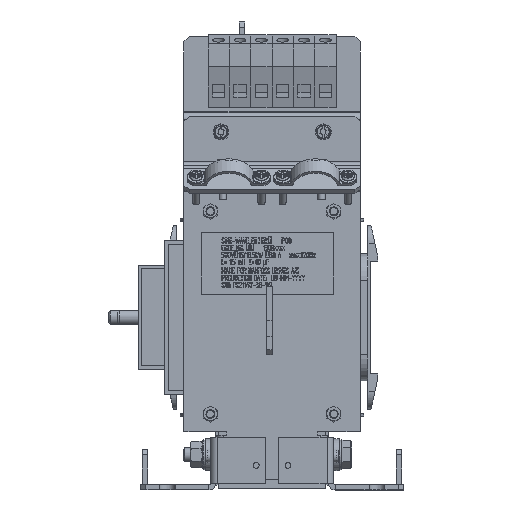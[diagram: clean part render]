
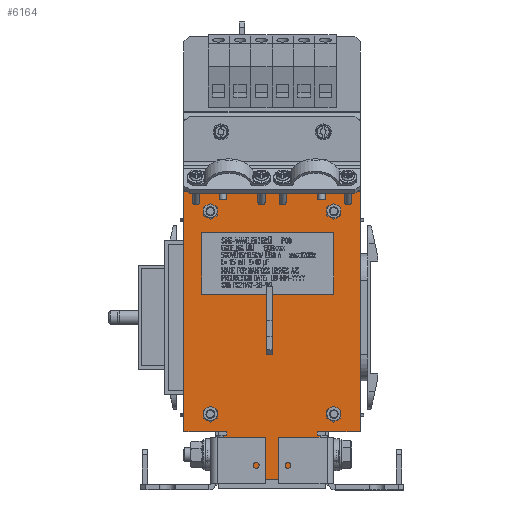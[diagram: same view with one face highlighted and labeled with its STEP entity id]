
A CAD part, left-side view. The second image highlights one B-rep face of the part: STEP entity #6164.
In plain terms, the highlighted face is planar.
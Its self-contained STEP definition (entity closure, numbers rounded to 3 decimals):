
#6164 = ADVANCED_FACE( '', ( #11729, #11730, #11731, #11732, #11733 ), #11734, .T. );
#11729 = FACE_OUTER_BOUND( '', #17715, .T. );
#11730 = FACE_BOUND( '', #17716, .T. );
#11731 = FACE_BOUND( '', #17717, .T. );
#11732 = FACE_BOUND( '', #17718, .T. );
#11733 = FACE_BOUND( '', #17719, .T. );
#11734 = PLANE( '', #17720 );
#17715 = EDGE_LOOP( '', ( #39411, #39412, #39413, #39414, #39415, #39416, #39417, #39418, #39419, #39420, #39421, #39422 ) );
#17716 = EDGE_LOOP( '', ( #39423 ) );
#17717 = EDGE_LOOP( '', ( #39424 ) );
#17718 = EDGE_LOOP( '', ( #39425 ) );
#17719 = EDGE_LOOP( '', ( #39426 ) );
#17720 = AXIS2_PLACEMENT_3D( '', #39427, #39428, #39429 );
#39411 = ORIENTED_EDGE( '', *, *, #46343, .F. );
#39412 = ORIENTED_EDGE( '', *, *, #46205, .T. );
#39413 = ORIENTED_EDGE( '', *, *, #46338, .F. );
#39414 = ORIENTED_EDGE( '', *, *, #46336, .F. );
#39415 = ORIENTED_EDGE( '', *, *, #46334, .F. );
#39416 = ORIENTED_EDGE( '', *, *, #46315, .T. );
#39417 = ORIENTED_EDGE( '', *, *, #46263, .T. );
#39418 = ORIENTED_EDGE( '', *, *, #46344, .T. );
#39419 = ORIENTED_EDGE( '', *, *, #46269, .T. );
#39420 = ORIENTED_EDGE( '', *, *, #46342, .T. );
#39421 = ORIENTED_EDGE( '', *, *, #46340, .T. );
#39422 = ORIENTED_EDGE( '', *, *, #46287, .T. );
#39423 = ORIENTED_EDGE( '', *, *, #46345, .F. );
#39424 = ORIENTED_EDGE( '', *, *, #46346, .F. );
#39425 = ORIENTED_EDGE( '', *, *, #46347, .F. );
#39426 = ORIENTED_EDGE( '', *, *, #46348, .F. );
#39427 = CARTESIAN_POINT( '', ( -50., 0., -83.5 ) );
#39428 = DIRECTION( '', ( 0., -1., 0. ) );
#39429 = DIRECTION( '', ( 0., 0., -1. ) );
#46205 = EDGE_CURVE( '', #56292, #56290, #56293, .T. );
#46263 = EDGE_CURVE( '', #56400, #56398, #56401, .T. );
#46269 = EDGE_CURVE( '', #56410, #56408, #56411, .T. );
#46287 = EDGE_CURVE( '', #56444, #56442, #56445, .T. );
#46315 = EDGE_CURVE( '', #56493, #56400, #56494, .T. );
#46334 = EDGE_CURVE( '', #56493, #56524, #56525, .T. );
#46336 = EDGE_CURVE( '', #56524, #56527, #56528, .T. );
#46338 = EDGE_CURVE( '', #56527, #56290, #56530, .T. );
#46340 = EDGE_CURVE( '', #56532, #56444, #56533, .T. );
#46342 = EDGE_CURVE( '', #56408, #56532, #56535, .T. );
#46343 = EDGE_CURVE( '', #56292, #56442, #56536, .T. );
#46344 = EDGE_CURVE( '', #56398, #56410, #56537, .T. );
#46345 = EDGE_CURVE( '', #56538, #56538, #56539, .T. );
#46346 = EDGE_CURVE( '', #56540, #56540, #56541, .T. );
#46347 = EDGE_CURVE( '', #56542, #56542, #56543, .T. );
#46348 = EDGE_CURVE( '', #56544, #56544, #56545, .T. );
#56290 = VERTEX_POINT( '', #78053 );
#56292 = VERTEX_POINT( '', #78056 );
#56293 = LINE( '', #78057, #78058 );
#56398 = VERTEX_POINT( '', #78202 );
#56400 = VERTEX_POINT( '', #78204 );
#56401 = LINE( '', #78205, #78206 );
#56408 = VERTEX_POINT( '', #78215 );
#56410 = VERTEX_POINT( '', #78218 );
#56411 = LINE( '', #78219, #78220 );
#56442 = VERTEX_POINT( '', #78259 );
#56444 = VERTEX_POINT( '', #78261 );
#56445 = LINE( '', #78262, #78263 );
#56493 = VERTEX_POINT( '', #78331 );
#56494 = LINE( '', #78332, #78333 );
#56524 = VERTEX_POINT( '', #78373 );
#56525 = LINE( '', #78374, #78375 );
#56527 = VERTEX_POINT( '', #78378 );
#56528 = LINE( '', #78379, #78380 );
#56530 = LINE( '', #78383, #78384 );
#56532 = VERTEX_POINT( '', #78387 );
#56533 = LINE( '', #78388, #78389 );
#56535 = LINE( '', #78392, #78393 );
#56536 = LINE( '', #78394, #78395 );
#56537 = LINE( '', #78396, #78397 );
#56538 = VERTEX_POINT( '', #78398 );
#56539 = CIRCLE( '', #78399, 3.25 );
#56540 = VERTEX_POINT( '', #78400 );
#56541 = CIRCLE( '', #78401, 3.25 );
#56542 = VERTEX_POINT( '', #78402 );
#56543 = CIRCLE( '', #78403, 3.25 );
#56544 = VERTEX_POINT( '', #78404 );
#56545 = CIRCLE( '', #78405, 3.25 );
#78053 = CARTESIAN_POINT( '', ( -50., 0., -56.502 ) );
#78056 = CARTESIAN_POINT( '', ( -50., 0., 79.7 ) );
#78057 = CARTESIAN_POINT( '', ( -50., 0., 83.5 ) );
#78058 = VECTOR( '', #83550, 1000. );
#78202 = CARTESIAN_POINT( '', ( 27.7, 0., -83.5 ) );
#78204 = CARTESIAN_POINT( '', ( -27.7, 0., -83.5 ) );
#78205 = CARTESIAN_POINT( '', ( -50., 0., -83.5 ) );
#78206 = VECTOR( '', #83644, 1000. );
#78215 = CARTESIAN_POINT( '', ( 25.7, 0., -58.502 ) );
#78218 = CARTESIAN_POINT( '', ( 27.7, 0., -58.502 ) );
#78219 = CARTESIAN_POINT( '', ( 31.5, 0., -58.502 ) );
#78220 = VECTOR( '', #83654, 1000. );
#78259 = CARTESIAN_POINT( '', ( 50., 0., 79.7 ) );
#78261 = CARTESIAN_POINT( '', ( 50., 0., -56.502 ) );
#78262 = CARTESIAN_POINT( '', ( 50., 0., -83.5 ) );
#78263 = VECTOR( '', #83690, 1000. );
#78331 = CARTESIAN_POINT( '', ( -27.7, 0., -58.502 ) );
#78332 = CARTESIAN_POINT( '', ( -27.7, 0., -58.502 ) );
#78333 = VECTOR( '', #83732, 1000. );
#78373 = CARTESIAN_POINT( '', ( -25.7, 0., -58.502 ) );
#78374 = CARTESIAN_POINT( '', ( -31.5, 0., -58.502 ) );
#78375 = VECTOR( '', #83767, 1000. );
#78378 = CARTESIAN_POINT( '', ( -25.7, 0., -56.502 ) );
#78379 = CARTESIAN_POINT( '', ( -25.7, 0., -58.502 ) );
#78380 = VECTOR( '', #83769, 1000. );
#78383 = CARTESIAN_POINT( '', ( -25.7, 0., -56.502 ) );
#78384 = VECTOR( '', #83771, 1000. );
#78387 = CARTESIAN_POINT( '', ( 25.7, 0., -56.502 ) );
#78388 = CARTESIAN_POINT( '', ( 25.7, 0., -56.502 ) );
#78389 = VECTOR( '', #83773, 1000. );
#78392 = CARTESIAN_POINT( '', ( 25.7, 0., -58.502 ) );
#78393 = VECTOR( '', #83775, 1000. );
#78394 = CARTESIAN_POINT( '', ( -50., 0., 79.7 ) );
#78395 = VECTOR( '', #83776, 1000. );
#78396 = CARTESIAN_POINT( '', ( 27.7, 0., -83.5 ) );
#78397 = VECTOR( '', #83777, 1000. );
#78398 = CARTESIAN_POINT( '', ( -31.75, 0., -46.5 ) );
#78399 = AXIS2_PLACEMENT_3D( '', #83778, #83779, #83780 );
#78400 = CARTESIAN_POINT( '', ( 38.25, 0., 68.5 ) );
#78401 = AXIS2_PLACEMENT_3D( '', #83781, #83782, #83783 );
#78402 = CARTESIAN_POINT( '', ( -31.75, 0., 68.5 ) );
#78403 = AXIS2_PLACEMENT_3D( '', #83784, #83785, #83786 );
#78404 = CARTESIAN_POINT( '', ( 38.25, 0., -46.5 ) );
#78405 = AXIS2_PLACEMENT_3D( '', #83787, #83788, #83789 );
#83550 = DIRECTION( '', ( 0., 0., -1. ) );
#83644 = DIRECTION( '', ( 1., 0., 0. ) );
#83654 = DIRECTION( '', ( -1., 0., 0. ) );
#83690 = DIRECTION( '', ( 0., 0., 1. ) );
#83732 = DIRECTION( '', ( 0., 0., -1. ) );
#83767 = DIRECTION( '', ( 1., 0., 0. ) );
#83769 = DIRECTION( '', ( 0., 0., 1. ) );
#83771 = DIRECTION( '', ( -1., 0., 0. ) );
#83773 = DIRECTION( '', ( 1., 0., 0. ) );
#83775 = DIRECTION( '', ( 0., 0., 1. ) );
#83776 = DIRECTION( '', ( 1., 0., 0. ) );
#83777 = DIRECTION( '', ( 0., 0., 1. ) );
#83778 = CARTESIAN_POINT( '', ( -35., 0., -46.5 ) );
#83779 = DIRECTION( '', ( 0., -1., 0. ) );
#83780 = DIRECTION( '', ( 1., 0., 0. ) );
#83781 = CARTESIAN_POINT( '', ( 35., 0., 68.5 ) );
#83782 = DIRECTION( '', ( 0., -1., 0. ) );
#83783 = DIRECTION( '', ( 1., 0., 0. ) );
#83784 = CARTESIAN_POINT( '', ( -35., 0., 68.5 ) );
#83785 = DIRECTION( '', ( 0., -1., 0. ) );
#83786 = DIRECTION( '', ( 1., 0., 0. ) );
#83787 = CARTESIAN_POINT( '', ( 35., 0., -46.5 ) );
#83788 = DIRECTION( '', ( 0., -1., 0. ) );
#83789 = DIRECTION( '', ( 1., 0., 0. ) );
